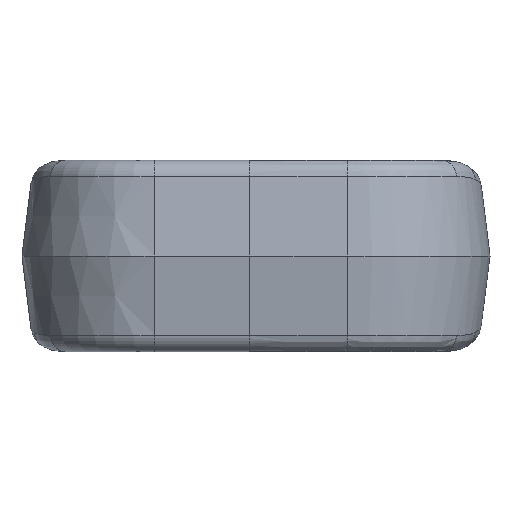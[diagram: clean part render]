
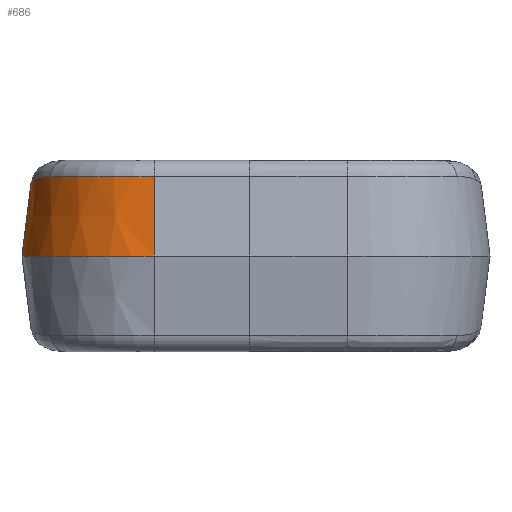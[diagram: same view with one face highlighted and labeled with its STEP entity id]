
A CAD part, front view. The second image highlights one B-rep face of the part: STEP entity #686.
In plain terms, the highlighted conical face has half-angle 7 degrees and reference radius 24.9 mm.
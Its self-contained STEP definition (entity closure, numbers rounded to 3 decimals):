
#686=ADVANCED_FACE('',(#1963),#1964,.T.);
#1963=FACE_OUTER_BOUND('',#3855,.T.);
#1964=CONICAL_SURFACE('',#3856,24.9,0.122);
#3855=EDGE_LOOP('',(#21720,#21721,#21722,#21723,#21724,#21725));
#3856=AXIS2_PLACEMENT_3D('',#21726,#21727,#21728);
#21720=ORIENTED_EDGE('',*,*,#26307,.F.);
#21721=ORIENTED_EDGE('',*,*,#26308,.F.);
#21722=ORIENTED_EDGE('',*,*,#26309,.F.);
#21723=ORIENTED_EDGE('',*,*,#26310,.T.);
#21724=ORIENTED_EDGE('',*,*,#26311,.T.);
#21725=ORIENTED_EDGE('',*,*,#26312,.T.);
#21726=CARTESIAN_POINT('',(-17.9,-43.6,0.0));
#21727=DIRECTION('',(0.0,-0.0,-1.0));
#21728=DIRECTION('',(1.0,0.,0.0));
#26307=EDGE_CURVE('',#28522,#28540,#28541,.T.);
#26308=EDGE_CURVE('',#28542,#28522,#28543,.T.);
#26309=EDGE_CURVE('',#28544,#28542,#28545,.T.);
#26310=EDGE_CURVE('',#28544,#28546,#28547,.T.);
#26311=EDGE_CURVE('',#28546,#28548,#28549,.T.);
#26312=EDGE_CURVE('',#28548,#28540,#28550,.T.);
#28522=VERTEX_POINT('',#31815);
#28540=VERTEX_POINT('',#31849);
#28541=LINE('',#31850,#31851);
#28542=VERTEX_POINT('',#31852);
#28543=CIRCLE('',#31853,24.9);
#28544=VERTEX_POINT('',#31854);
#28545=LINE('',#31855,#31856);
#28546=VERTEX_POINT('',#31857);
#28547=CIRCLE('',#31858,23.067);
#28548=VERTEX_POINT('',#31859);
#28549=B_SPLINE_CURVE_WITH_KNOTS('',3,(#31860,#31861,#31862,#31863,#31864,#31865),.UNSPECIFIED.,.F.,.F.,(4,2,4),(0.0,0.5,1.0),.UNSPECIFIED.);
#28550=B_SPLINE_CURVE_WITH_KNOTS('',3,(#31866,#31867,#31868,#31869,#31870,#31871,#31872,#31873,#31874,#31875,#31876,#31877,#31878),.UNSPECIFIED.,.F.,.F.,(4,3,3,3,4),(0.,0.375,0.5,0.75,1.0),.UNSPECIFIED.);
#31815=CARTESIAN_POINT('',(-42.8,-43.6,0.0));
#31849=CARTESIAN_POINT('',(-41.12,-43.6,13.678));
#31850=CARTESIAN_POINT('',(-42.8,-43.6,0.0));
#31851=VECTOR('',#46442,1.0);
#31852=CARTESIAN_POINT('',(-17.9,-68.5,0.0));
#31853=AXIS2_PLACEMENT_3D('',#46443,#46444,#46445);
#31854=CARTESIAN_POINT('',(-17.9,-66.667,14.927));
#31855=CARTESIAN_POINT('',(-17.9,-66.667,14.927));
#31856=VECTOR('',#46446,15.039);
#31857=CARTESIAN_POINT('',(-37.493,-55.774,14.927));
#31858=AXIS2_PLACEMENT_3D('',#46447,#46448,#46449);
#31859=CARTESIAN_POINT('',(-40.523,-48.433,14.39));
#31860=CARTESIAN_POINT('',(-37.493,-55.774,14.927));
#31861=CARTESIAN_POINT('',(-38.204,-54.63,14.927));
#31862=CARTESIAN_POINT('',(-38.809,-53.443,14.888));
#31863=CARTESIAN_POINT('',(-39.817,-50.995,14.715));
#31864=CARTESIAN_POINT('',(-40.221,-49.733,14.582));
#31865=CARTESIAN_POINT('',(-40.523,-48.433,14.39));
#31866=CARTESIAN_POINT('',(-40.523,-48.433,14.39));
#31867=CARTESIAN_POINT('',(-40.947,-46.605,14.121));
#31868=CARTESIAN_POINT('',(-41.144,-44.759,13.849));
#31869=CARTESIAN_POINT('',(-41.122,-42.898,13.575));
#31870=CARTESIAN_POINT('',(-41.115,-42.277,13.483));
#31871=CARTESIAN_POINT('',(-41.082,-41.652,13.391));
#31872=CARTESIAN_POINT('',(-41.025,-41.031,13.3));
#31873=CARTESIAN_POINT('',(-40.909,-39.789,13.116));
#31874=CARTESIAN_POINT('',(-40.695,-38.569,12.936));
#31875=CARTESIAN_POINT('',(-40.386,-37.371,12.759));
#31876=CARTESIAN_POINT('',(-40.076,-36.172,12.582));
#31877=CARTESIAN_POINT('',(-39.669,-34.991,12.408));
#31878=CARTESIAN_POINT('',(-39.166,-33.843,12.238));
#46442=DIRECTION('',(0.122,0.0,0.993));
#46443=CARTESIAN_POINT('',(-17.9,-43.6,0.0));
#46444=DIRECTION('',(0.0,0.0,-1.0));
#46445=DIRECTION('',(1.0,0.,0.0));
#46446=DIRECTION('',(0.0,-0.122,-0.993));
#46447=CARTESIAN_POINT('',(-17.9,-43.6,14.927));
#46448=DIRECTION('',(0.0,0.0,-1.0));
#46449=DIRECTION('',(-1.0,0.0,0.0));
